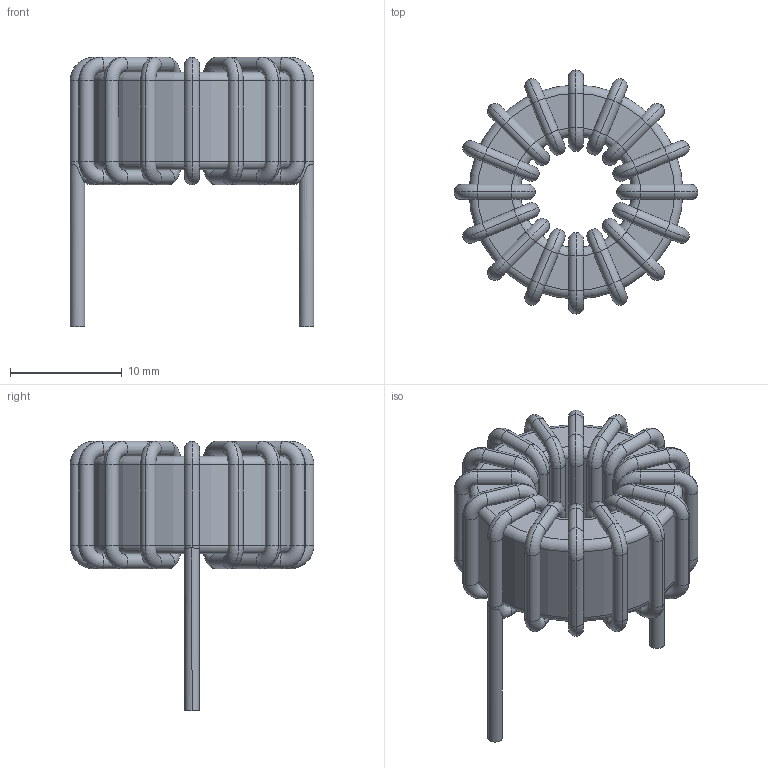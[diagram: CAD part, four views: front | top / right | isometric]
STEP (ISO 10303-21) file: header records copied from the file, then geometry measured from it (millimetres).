
FILE_DESCRIPTION (( 'STEP AP214' ), '1' );
FILE_NAME ('User Library-INDUCTOR - 2100HT series.STEP', '2013-05-22T07:13:45', ( 'Windows User' ), ( '' ), 'SwSTEP 2.0', 'SolidWorks 2013', '' );
FILE_SCHEMA (( 'AUTOMOTIVE_DESIGN' ));
Length unit declared in the file: inch
Products named in the file (1): User Library-INDUCTOR - 2100HT series
Bounding box: 21.84 x 21.84 x 24.13 mm (x, y, z)
Volume: 2524.8 mm3; surface area: 3273.8 mm2
Topology: 17 solids, 17 shells, 276 faces, 554 edges, 280 vertices
Faces by surface type: torus 136, cylinder 136, plane 4
Entity records: 11020 total; most frequent: DIRECTION 1518, CARTESIAN_POINT 1199, ORIENTED_EDGE 1108, AXIS2_PLACEMENT_3D 691, EDGE_CURVE 554, CIRCLE 414, LENGTH_MEASURE_WITH_UNIT 295, UNCERTAINTY_MEASURE_WITH_UNIT 295
